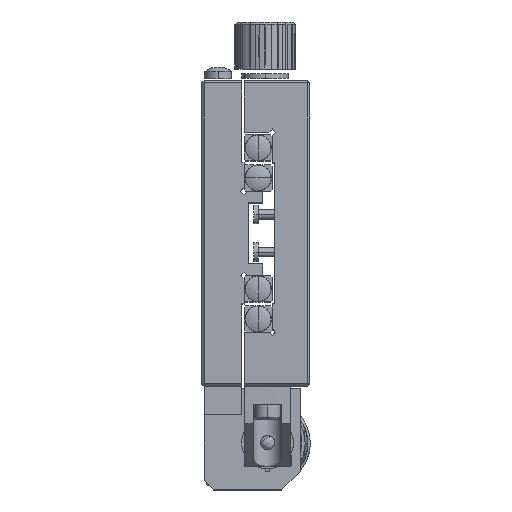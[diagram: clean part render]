
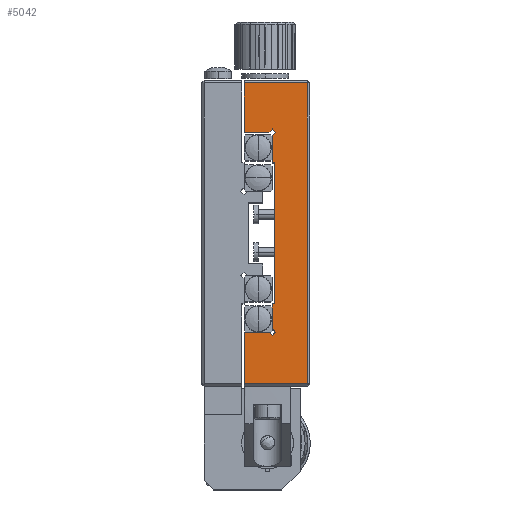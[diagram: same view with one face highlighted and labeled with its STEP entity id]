
A CAD part, top view. The second image highlights one B-rep face of the part: STEP entity #5042.
In plain terms, the highlighted planar face has unit normal (0, 0, -1).
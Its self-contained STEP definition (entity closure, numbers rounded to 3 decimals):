
#13 = ORIENTED_EDGE ( 'NONE', *, *, #23181, .T. ) ;
#65 = FACE_OUTER_BOUND ( 'NONE', #20313, .T. ) ;
#183 = DIRECTION ( 'NONE',  ( 0.707, 0.707, 0. ) ) ;
#184 = CARTESIAN_POINT ( 'NONE',  ( -5.187, -23.434, 32.5 ) ) ;
#304 = CARTESIAN_POINT ( 'NONE',  ( -4.687, -18.141, 32.5 ) ) ;
#581 = ORIENTED_EDGE ( 'NONE', *, *, #27338, .F. ) ;
#650 = CARTESIAN_POINT ( 'NONE',  ( -11.187, 18.359, 32.5 ) ) ;
#679 = LINE ( 'NONE', #10457, #29001 ) ;
#1082 = LINE ( 'NONE', #3247, #22238 ) ;
#1424 = LINE ( 'NONE', #25022, #14268 ) ;
#1495 = CARTESIAN_POINT ( 'NONE',  ( -4.687, 11.859, 32.5 ) ) ;
#1903 = CARTESIAN_POINT ( 'NONE',  ( -4.48, 18.359, 32.5 ) ) ;
#1927 = EDGE_CURVE ( 'NONE', #28249, #13658, #2012, .T. ) ;
#2012 = LINE ( 'NONE', #11637, #23529 ) ;
#2098 = ORIENTED_EDGE ( 'NONE', *, *, #18313, .F. ) ;
#2437 = VERTEX_POINT ( 'NONE', #3454 ) ;
#2630 = CARTESIAN_POINT ( 'NONE',  ( -5.187, 19.066, 32.5 ) ) ;
#2802 = VERTEX_POINT ( 'NONE', #30244 ) ;
#2936 = EDGE_CURVE ( 'NONE', #30042, #24517, #8506, .T. ) ;
#2966 = EDGE_CURVE ( 'NONE', #4699, #2437, #29125, .T. ) ;
#3225 = VECTOR ( 'NONE', #9407, 1000. ) ;
#3247 = CARTESIAN_POINT ( 'NONE',  ( 2.813, -24.141, 32.5 ) ) ;
#3433 = CARTESIAN_POINT ( 'NONE',  ( -5.187, -18.141, 32.5 ) ) ;
#3454 = CARTESIAN_POINT ( 'NONE',  ( -11.187, 28.859, 32.5 ) ) ;
#3529 = CARTESIAN_POINT ( 'NONE',  ( 2.813, 28.859, 32.5 ) ) ;
#3837 = DIRECTION ( 'NONE',  ( 0., -1., 0. ) ) ;
#3926 = LINE ( 'NONE', #1903, #7359 ) ;
#4191 = DIRECTION ( 'NONE',  ( 0., -1., 0. ) ) ;
#4396 = VECTOR ( 'NONE', #30336, 1000. ) ;
#4448 = VECTOR ( 'NONE', #4191, 1000. ) ;
#4505 = VECTOR ( 'NONE', #4633, 1000. ) ;
#4633 = DIRECTION ( 'NONE',  ( 0., -1., 0. ) ) ;
#4699 = VERTEX_POINT ( 'NONE', #14888 ) ;
#4801 = CARTESIAN_POINT ( 'NONE',  ( 2.813, -35.141, 32.5 ) ) ;
#4964 = DIRECTION ( 'NONE',  ( 1., 0., 0. ) ) ;
#4965 = DIRECTION ( 'NONE',  ( 0., -1., 0. ) ) ;
#5042 = ADVANCED_FACE ( 'NONE', ( #65 ), #19024, .F. ) ;
#5596 = VERTEX_POINT ( 'NONE', #2630 ) ;
#5599 = VERTEX_POINT ( 'NONE', #17084 ) ;
#6161 = DIRECTION ( 'NONE',  ( 0., -1., 0. ) ) ;
#6175 = DIRECTION ( 'NONE',  ( 0.707, -0.707, 0. ) ) ;
#6266 = CARTESIAN_POINT ( 'NONE',  ( -5.187, 17.652, 32.5 ) ) ;
#6581 = ORIENTED_EDGE ( 'NONE', *, *, #29064, .F. ) ;
#6960 = CARTESIAN_POINT ( 'NONE',  ( -5.187, 29.359, 32.5 ) ) ;
#7359 = VECTOR ( 'NONE', #18538, 1000. ) ;
#7360 = VECTOR ( 'NONE', #12854, 1000. ) ;
#7808 = CARTESIAN_POINT ( 'NONE',  ( -5.187, -24.848, 32.5 ) ) ;
#8506 = LINE ( 'NONE', #26806, #19758 ) ;
#8510 = CARTESIAN_POINT ( 'NONE',  ( -5.894, 18.359, 32.5 ) ) ;
#8642 = EDGE_CURVE ( 'NONE', #5599, #2802, #28527, .T. ) ;
#9318 = EDGE_CURVE ( 'NONE', #11899, #19929, #21362, .T. ) ;
#9407 = DIRECTION ( 'NONE',  ( 0.707, -0.707, 0. ) ) ;
#9455 = EDGE_CURVE ( 'NONE', #24517, #10747, #679, .T. ) ;
#9471 = ORIENTED_EDGE ( 'NONE', *, *, #14493, .F. ) ;
#9783 = LINE ( 'NONE', #23610, #22918 ) ;
#9891 = ORIENTED_EDGE ( 'NONE', *, *, #9318, .F. ) ;
#10159 = DIRECTION ( 'NONE',  ( -1., 0., 0. ) ) ;
#10457 = CARTESIAN_POINT ( 'NONE',  ( -5.187, -18.141, 32.5 ) ) ;
#10531 = VECTOR ( 'NONE', #6175, 1000. ) ;
#10747 = VERTEX_POINT ( 'NONE', #3433 ) ;
#10959 = EDGE_CURVE ( 'NONE', #5596, #11214, #24822, .T. ) ;
#10986 = LINE ( 'NONE', #15177, #30113 ) ;
#11214 = VERTEX_POINT ( 'NONE', #21099 ) ;
#11637 = CARTESIAN_POINT ( 'NONE',  ( -5.187, -24.848, 32.5 ) ) ;
#11899 = VERTEX_POINT ( 'NONE', #184 ) ;
#12080 = LINE ( 'NONE', #6960, #4505 ) ;
#12148 = VECTOR ( 'NONE', #4964, 1000. ) ;
#12173 = DIRECTION ( 'NONE',  ( 1., 0., 0. ) ) ;
#12307 = ORIENTED_EDGE ( 'NONE', *, *, #18661, .F. ) ;
#12477 = CARTESIAN_POINT ( 'NONE',  ( 2.813, 29.359, 32.5 ) ) ;
#12854 = DIRECTION ( 'NONE',  ( -1., 0., 0. ) ) ;
#12856 = VERTEX_POINT ( 'NONE', #6266 ) ;
#13126 = CARTESIAN_POINT ( 'NONE',  ( -4.48, -24.141, 32.5 ) ) ;
#13658 = VERTEX_POINT ( 'NONE', #14415 ) ;
#13977 = EDGE_CURVE ( 'NONE', #19929, #28249, #15335, .T. ) ;
#14268 = VECTOR ( 'NONE', #25480, 1000. ) ;
#14415 = CARTESIAN_POINT ( 'NONE',  ( -5.894, -24.141, 32.5 ) ) ;
#14493 = EDGE_CURVE ( 'NONE', #17868, #30042, #1424, .T. ) ;
#14663 = EDGE_CURVE ( 'NONE', #13658, #21932, #1082, .T. ) ;
#14888 = CARTESIAN_POINT ( 'NONE',  ( 2.313, 28.859, 32.5 ) ) ;
#15177 = CARTESIAN_POINT ( 'NONE',  ( -5.187, 29.359, 32.5 ) ) ;
#15335 = LINE ( 'NONE', #13126, #20206 ) ;
#15853 = LINE ( 'NONE', #16317, #4448 ) ;
#16317 = CARTESIAN_POINT ( 'NONE',  ( 2.313, -35.641, 32.5 ) ) ;
#16366 = LINE ( 'NONE', #18846, #20840 ) ;
#16603 = ORIENTED_EDGE ( 'NONE', *, *, #9455, .F. ) ;
#17084 = CARTESIAN_POINT ( 'NONE',  ( -11.187, -35.141, 32.5 ) ) ;
#17691 = CARTESIAN_POINT ( 'NONE',  ( -5.187, 19.066, 32.5 ) ) ;
#17868 = VERTEX_POINT ( 'NONE', #23441 ) ;
#17930 = ORIENTED_EDGE ( 'NONE', *, *, #2966, .F. ) ;
#18313 = EDGE_CURVE ( 'NONE', #24281, #27654, #30641, .T. ) ;
#18538 = DIRECTION ( 'NONE',  ( -0.707, -0.707, 0. ) ) ;
#18661 = EDGE_CURVE ( 'NONE', #21932, #5599, #19767, .T. ) ;
#18846 = CARTESIAN_POINT ( 'NONE',  ( -5.187, 19.066, 32.5 ) ) ;
#19024 = PLANE ( 'NONE',  #29374 ) ;
#19226 = VECTOR ( 'NONE', #19321, 1000. ) ;
#19321 = DIRECTION ( 'NONE',  ( 0., -1., 0. ) ) ;
#19758 = VECTOR ( 'NONE', #3837, 1000. ) ;
#19767 = LINE ( 'NONE', #29195, #19226 ) ;
#19929 = VERTEX_POINT ( 'NONE', #29575 ) ;
#20206 = VECTOR ( 'NONE', #20890, 1000. ) ;
#20313 = EDGE_LOOP ( 'NONE', ( #9891, #28601, #16603, #21434, #9471, #21180, #581, #27344, #23079, #2098, #6581, #17930, #13, #30065, #12307, #30224, #21875, #28902 ) ) ;
#20840 = VECTOR ( 'NONE', #183, 1000. ) ;
#20890 = DIRECTION ( 'NONE',  ( -0.707, -0.707, 0. ) ) ;
#21099 = CARTESIAN_POINT ( 'NONE',  ( -4.48, 18.359, 32.5 ) ) ;
#21180 = ORIENTED_EDGE ( 'NONE', *, *, #29785, .F. ) ;
#21361 = CARTESIAN_POINT ( 'NONE',  ( -11.187, -24.141, 32.5 ) ) ;
#21362 = LINE ( 'NONE', #23539, #3225 ) ;
#21434 = ORIENTED_EDGE ( 'NONE', *, *, #2936, .F. ) ;
#21875 = ORIENTED_EDGE ( 'NONE', *, *, #1927, .F. ) ;
#21932 = VERTEX_POINT ( 'NONE', #21361 ) ;
#22238 = VECTOR ( 'NONE', #28999, 1000. ) ;
#22918 = VECTOR ( 'NONE', #4965, 1000. ) ;
#23043 = EDGE_CURVE ( 'NONE', #27654, #5596, #16366, .T. ) ;
#23079 = ORIENTED_EDGE ( 'NONE', *, *, #23043, .F. ) ;
#23181 = EDGE_CURVE ( 'NONE', #4699, #2802, #15853, .T. ) ;
#23441 = CARTESIAN_POINT ( 'NONE',  ( -5.187, 11.859, 32.5 ) ) ;
#23529 = VECTOR ( 'NONE', #28222, 1000. ) ;
#23539 = CARTESIAN_POINT ( 'NONE',  ( -5.187, -23.434, 32.5 ) ) ;
#23610 = CARTESIAN_POINT ( 'NONE',  ( -11.187, 29.359, 32.5 ) ) ;
#24281 = VERTEX_POINT ( 'NONE', #650 ) ;
#24517 = VERTEX_POINT ( 'NONE', #304 ) ;
#24822 = LINE ( 'NONE', #17691, #10531 ) ;
#25022 = CARTESIAN_POINT ( 'NONE',  ( -5.187, 11.859, 32.5 ) ) ;
#25480 = DIRECTION ( 'NONE',  ( 1., 0., 0. ) ) ;
#26742 = EDGE_CURVE ( 'NONE', #10747, #11899, #10986, .T. ) ;
#26806 = CARTESIAN_POINT ( 'NONE',  ( -4.687, 29.359, 32.5 ) ) ;
#27338 = EDGE_CURVE ( 'NONE', #11214, #12856, #3926, .T. ) ;
#27344 = ORIENTED_EDGE ( 'NONE', *, *, #10959, .F. ) ;
#27654 = VERTEX_POINT ( 'NONE', #8510 ) ;
#28174 = CARTESIAN_POINT ( 'NONE',  ( 2.813, 18.359, 32.5 ) ) ;
#28222 = DIRECTION ( 'NONE',  ( -0.707, 0.707, 0. ) ) ;
#28249 = VERTEX_POINT ( 'NONE', #7808 ) ;
#28444 = DIRECTION ( 'NONE',  ( 0., 0., 1. ) ) ;
#28527 = LINE ( 'NONE', #4801, #12148 ) ;
#28601 = ORIENTED_EDGE ( 'NONE', *, *, #26742, .F. ) ;
#28902 = ORIENTED_EDGE ( 'NONE', *, *, #13977, .F. ) ;
#28999 = DIRECTION ( 'NONE',  ( -1., 0., 0. ) ) ;
#29001 = VECTOR ( 'NONE', #10159, 1000. ) ;
#29064 = EDGE_CURVE ( 'NONE', #2437, #24281, #9783, .T. ) ;
#29125 = LINE ( 'NONE', #3529, #7360 ) ;
#29195 = CARTESIAN_POINT ( 'NONE',  ( -11.187, 29.359, 32.5 ) ) ;
#29374 = AXIS2_PLACEMENT_3D ( 'NONE', #12477, #28444, #12173 ) ;
#29575 = CARTESIAN_POINT ( 'NONE',  ( -4.48, -24.141, 32.5 ) ) ;
#29785 = EDGE_CURVE ( 'NONE', #12856, #17868, #12080, .T. ) ;
#30042 = VERTEX_POINT ( 'NONE', #1495 ) ;
#30065 = ORIENTED_EDGE ( 'NONE', *, *, #8642, .F. ) ;
#30113 = VECTOR ( 'NONE', #6161, 1000. ) ;
#30224 = ORIENTED_EDGE ( 'NONE', *, *, #14663, .F. ) ;
#30244 = CARTESIAN_POINT ( 'NONE',  ( 2.313, -35.141, 32.5 ) ) ;
#30336 = DIRECTION ( 'NONE',  ( 1., 0., 0. ) ) ;
#30641 = LINE ( 'NONE', #28174, #4396 ) ;
